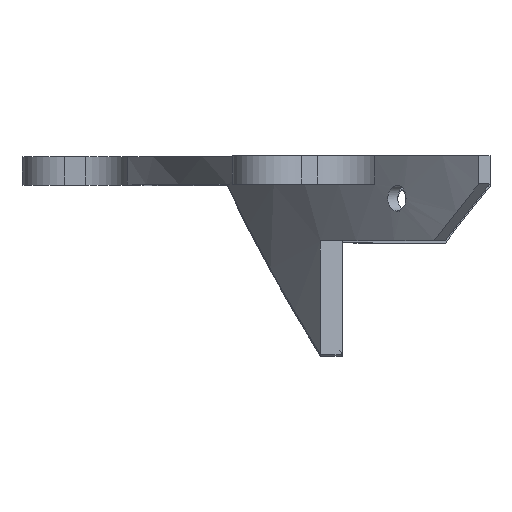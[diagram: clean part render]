
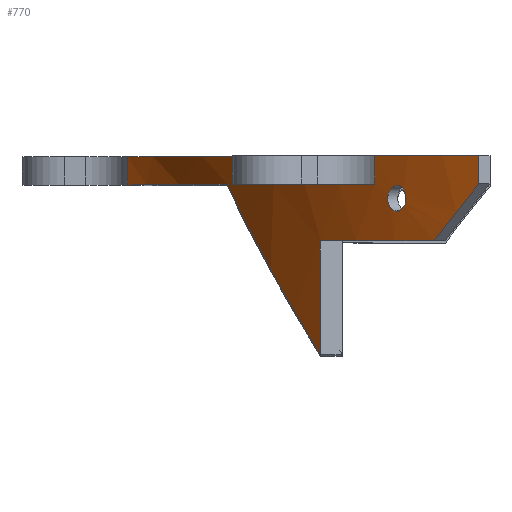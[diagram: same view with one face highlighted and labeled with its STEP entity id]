
A CAD part, top view. The second image highlights one B-rep face of the part: STEP entity #770.
In plain terms, the highlighted cylindrical face has radius 160 mm (diameter 320 mm), a partial arc.
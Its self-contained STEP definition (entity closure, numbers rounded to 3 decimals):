
#24=B_SPLINE_CURVE_WITH_KNOTS('',3,(#1319,#1320,#1321,#1322,#1323,#1324,
#1325,#1326,#1327,#1328),.UNSPECIFIED.,.F.,.F.,(4,2,2,2,4),(0.,0.085,
0.17,0.254,0.339),.UNSPECIFIED.);
#25=B_SPLINE_CURVE_WITH_KNOTS('',3,(#1329,#1330,#1331,#1332,#1333,#1334,
#1335,#1336,#1337,#1338,#1339,#1340,#1341,#1342,#1343,#1344,#1345,#1346,
#1347,#1348,#1349,#1350,#1351,#1352,#1353,#1354),.UNSPECIFIED.,.F.,.F.,
(4,2,2,2,2,2,2,2,2,2,2,2,4),(0.339,0.424,0.509,
0.593,0.678,0.763,0.848,
0.932,1.017,1.102,1.187,1.271,
1.356),.UNSPECIFIED.);
#32=ELLIPSE('',#865,226.274,160.);
#33=ELLIPSE('',#867,226.274,160.);
#43=FACE_BOUND('',#127,.T.);
#82=FACE_OUTER_BOUND('',#126,.T.);
#126=EDGE_LOOP('',(#601,#602,#603,#604,#605,#606,#607,#608,#609,#610,#611,
#612));
#127=EDGE_LOOP('',(#613,#614));
#179=LINE('',#1285,#238);
#185=LINE('',#1301,#244);
#186=LINE('',#1304,#245);
#187=LINE('',#1310,#246);
#188=LINE('',#1315,#247);
#238=VECTOR('',#1008,10.);
#244=VECTOR('',#1026,10.);
#245=VECTOR('',#1029,10.);
#246=VECTOR('',#1034,10.);
#247=VECTOR('',#1039,10.);
#282=CIRCLE('',#829,160.);
#286=CIRCLE('',#833,160.);
#303=CIRCLE('',#864,160.);
#304=CIRCLE('',#866,160.);
#305=CIRCLE('',#868,160.);
#328=VERTEX_POINT('',#1173);
#329=VERTEX_POINT('',#1175);
#334=VERTEX_POINT('',#1185);
#335=VERTEX_POINT('',#1187);
#358=VERTEX_POINT('',#1281);
#363=VERTEX_POINT('',#1299);
#364=VERTEX_POINT('',#1303);
#365=VERTEX_POINT('',#1305);
#366=VERTEX_POINT('',#1307);
#367=VERTEX_POINT('',#1309);
#368=VERTEX_POINT('',#1311);
#369=VERTEX_POINT('',#1313);
#370=VERTEX_POINT('',#1317);
#371=VERTEX_POINT('',#1318);
#408=EDGE_CURVE('',#328,#329,#282,.T.);
#414=EDGE_CURVE('',#334,#335,#286,.T.);
#446=EDGE_CURVE('',#329,#358,#179,.T.);
#454=EDGE_CURVE('',#363,#334,#185,.T.);
#455=EDGE_CURVE('',#364,#328,#186,.T.);
#456=EDGE_CURVE('',#365,#364,#303,.T.);
#457=EDGE_CURVE('',#366,#365,#32,.T.);
#458=EDGE_CURVE('',#366,#367,#187,.T.);
#459=EDGE_CURVE('',#367,#368,#304,.T.);
#460=EDGE_CURVE('',#369,#368,#33,.T.);
#461=EDGE_CURVE('',#369,#335,#188,.T.);
#462=EDGE_CURVE('',#363,#358,#305,.T.);
#463=EDGE_CURVE('',#370,#371,#24,.T.);
#464=EDGE_CURVE('',#371,#370,#25,.T.);
#601=ORIENTED_EDGE('',*,*,#446,.F.);
#602=ORIENTED_EDGE('',*,*,#408,.F.);
#603=ORIENTED_EDGE('',*,*,#455,.F.);
#604=ORIENTED_EDGE('',*,*,#456,.F.);
#605=ORIENTED_EDGE('',*,*,#457,.F.);
#606=ORIENTED_EDGE('',*,*,#458,.T.);
#607=ORIENTED_EDGE('',*,*,#459,.T.);
#608=ORIENTED_EDGE('',*,*,#460,.F.);
#609=ORIENTED_EDGE('',*,*,#461,.T.);
#610=ORIENTED_EDGE('',*,*,#414,.F.);
#611=ORIENTED_EDGE('',*,*,#454,.F.);
#612=ORIENTED_EDGE('',*,*,#462,.T.);
#613=ORIENTED_EDGE('',*,*,#463,.T.);
#614=ORIENTED_EDGE('',*,*,#464,.T.);
#745=CYLINDRICAL_SURFACE('',#863,160.);
#770=ADVANCED_FACE('',(#82,#43),#745,.T.);
#829=AXIS2_PLACEMENT_3D('',#1176,#937,#938);
#833=AXIS2_PLACEMENT_3D('',#1188,#947,#948);
#863=AXIS2_PLACEMENT_3D('',#1302,#1027,#1028);
#864=AXIS2_PLACEMENT_3D('',#1306,#1030,#1031);
#865=AXIS2_PLACEMENT_3D('',#1308,#1032,#1033);
#866=AXIS2_PLACEMENT_3D('',#1312,#1035,#1036);
#867=AXIS2_PLACEMENT_3D('',#1314,#1037,#1038);
#868=AXIS2_PLACEMENT_3D('',#1316,#1040,#1041);
#937=DIRECTION('center_axis',(0.,1.,0.));
#938=DIRECTION('ref_axis',(-1.,0.,0.));
#947=DIRECTION('center_axis',(0.,1.,0.));
#948=DIRECTION('ref_axis',(-1.,0.,0.));
#1008=DIRECTION('',(0.,-1.,0.));
#1026=DIRECTION('',(0.,1.,0.));
#1027=DIRECTION('center_axis',(0.,1.,0.));
#1028=DIRECTION('ref_axis',(-1.,0.,0.));
#1029=DIRECTION('',(0.,1.,0.));
#1030=DIRECTION('center_axis',(0.,-1.,0.));
#1031=DIRECTION('ref_axis',(1.,0.,0.));
#1032=DIRECTION('center_axis',(-0.455,-0.707,-0.542));
#1033=DIRECTION('ref_axis',(-0.455,0.707,-0.542));
#1034=DIRECTION('',(0.,1.,0.));
#1035=DIRECTION('center_axis',(0.,1.,0.));
#1036=DIRECTION('ref_axis',(-1.,0.,0.));
#1037=DIRECTION('center_axis',(0.455,-0.707,0.542));
#1038=DIRECTION('ref_axis',(-0.455,-0.707,-0.542));
#1039=DIRECTION('',(0.,1.,0.));
#1040=DIRECTION('center_axis',(0.,-1.,0.));
#1041=DIRECTION('ref_axis',(-1.,0.,0.));
#1173=CARTESIAN_POINT('',(-159.357,140.,14.328));
#1175=CARTESIAN_POINT('',(-133.66,140.,87.949));
#1176=CARTESIAN_POINT('Origin',(0.,140.,0.));
#1185=CARTESIAN_POINT('',(-115.827,140.,110.382));
#1187=CARTESIAN_POINT('',(-97.508,140.,126.855));
#1188=CARTESIAN_POINT('Origin',(0.,140.,0.));
#1281=CARTESIAN_POINT('',(-133.66,135.,87.949));
#1285=CARTESIAN_POINT('',(-133.66,0.,87.949));
#1299=CARTESIAN_POINT('',(-115.827,135.,110.382));
#1301=CARTESIAN_POINT('',(-115.827,0.,110.382));
#1302=CARTESIAN_POINT('Origin',(0.,0.,0.));
#1303=CARTESIAN_POINT('',(-159.357,135.,14.328));
#1304=CARTESIAN_POINT('',(-159.357,0.,14.328));
#1305=CARTESIAN_POINT('',(-141.86,135.,73.998));
#1306=CARTESIAN_POINT('Origin',(0.,135.,0.));
#1307=CARTESIAN_POINT('',(-125.411,105.,99.358));
#1308=CARTESIAN_POINT('Origin',(0.,100.5,0.));
#1309=CARTESIAN_POINT('',(-125.411,125.,99.358));
#1310=CARTESIAN_POINT('',(-125.411,0.,99.358));
#1311=CARTESIAN_POINT('',(-105.373,125.,120.401));
#1312=CARTESIAN_POINT('Origin',(0.,125.,0.));
#1313=CARTESIAN_POINT('',(-97.508,135.,126.855));
#1314=CARTESIAN_POINT('Origin',(0.,100.5,0.));
#1315=CARTESIAN_POINT('',(-97.508,0.,126.855));
#1316=CARTESIAN_POINT('Origin',(0.,135.,0.));
#1317=CARTESIAN_POINT('',(-110.339,132.5,115.867));
#1318=CARTESIAN_POINT('',(-111.958,130.25,114.304));
#1319=CARTESIAN_POINT('Ctrl Pts',(-110.339,132.5,115.867));
#1320=CARTESIAN_POINT('Ctrl Pts',(-110.339,132.217,115.867));
#1321=CARTESIAN_POINT('Ctrl Pts',(-110.38,131.916,115.828));
#1322=CARTESIAN_POINT('Ctrl Pts',(-110.546,131.362,115.67));
#1323=CARTESIAN_POINT('Ctrl Pts',(-110.672,131.109,115.55));
#1324=CARTESIAN_POINT('Ctrl Pts',(-110.96,130.709,115.273));
#1325=CARTESIAN_POINT('Ctrl Pts',(-111.142,130.536,115.098));
#1326=CARTESIAN_POINT('Ctrl Pts',(-111.54,130.306,114.712));
#1327=CARTESIAN_POINT('Ctrl Pts',(-111.756,130.25,114.502));
#1328=CARTESIAN_POINT('Ctrl Pts',(-111.958,130.25,114.304));
#1329=CARTESIAN_POINT('Ctrl Pts',(-111.958,130.25,114.304));
#1330=CARTESIAN_POINT('Ctrl Pts',(-112.16,130.25,114.106));
#1331=CARTESIAN_POINT('Ctrl Pts',(-112.374,130.306,113.895));
#1332=CARTESIAN_POINT('Ctrl Pts',(-112.768,130.536,113.505));
#1333=CARTESIAN_POINT('Ctrl Pts',(-112.948,130.709,113.326));
#1334=CARTESIAN_POINT('Ctrl Pts',(-113.23,131.109,113.044));
#1335=CARTESIAN_POINT('Ctrl Pts',(-113.353,131.362,112.921));
#1336=CARTESIAN_POINT('Ctrl Pts',(-113.514,131.916,112.759));
#1337=CARTESIAN_POINT('Ctrl Pts',(-113.554,132.217,112.718));
#1338=CARTESIAN_POINT('Ctrl Pts',(-113.554,132.783,112.718));
#1339=CARTESIAN_POINT('Ctrl Pts',(-113.514,133.084,112.759));
#1340=CARTESIAN_POINT('Ctrl Pts',(-113.353,133.638,112.921));
#1341=CARTESIAN_POINT('Ctrl Pts',(-113.23,133.891,113.044));
#1342=CARTESIAN_POINT('Ctrl Pts',(-112.948,134.291,113.326));
#1343=CARTESIAN_POINT('Ctrl Pts',(-112.768,134.464,113.505));
#1344=CARTESIAN_POINT('Ctrl Pts',(-112.374,134.694,113.895));
#1345=CARTESIAN_POINT('Ctrl Pts',(-112.16,134.75,114.106));
#1346=CARTESIAN_POINT('Ctrl Pts',(-111.756,134.75,114.502));
#1347=CARTESIAN_POINT('Ctrl Pts',(-111.54,134.694,114.712));
#1348=CARTESIAN_POINT('Ctrl Pts',(-111.142,134.464,115.098));
#1349=CARTESIAN_POINT('Ctrl Pts',(-110.96,134.291,115.273));
#1350=CARTESIAN_POINT('Ctrl Pts',(-110.672,133.891,115.55));
#1351=CARTESIAN_POINT('Ctrl Pts',(-110.546,133.638,115.67));
#1352=CARTESIAN_POINT('Ctrl Pts',(-110.38,133.084,115.828));
#1353=CARTESIAN_POINT('Ctrl Pts',(-110.339,132.783,115.867));
#1354=CARTESIAN_POINT('Ctrl Pts',(-110.339,132.5,115.867));
